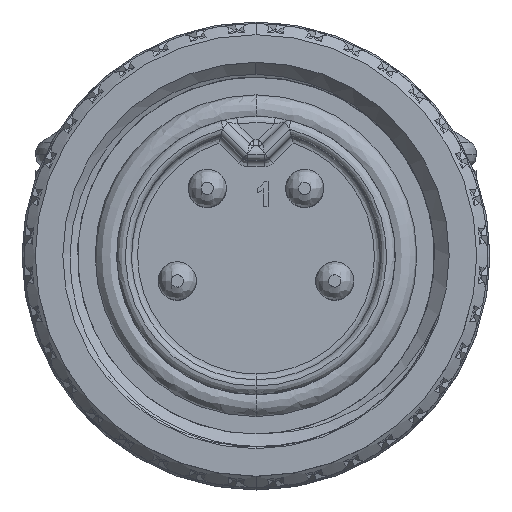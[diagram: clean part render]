
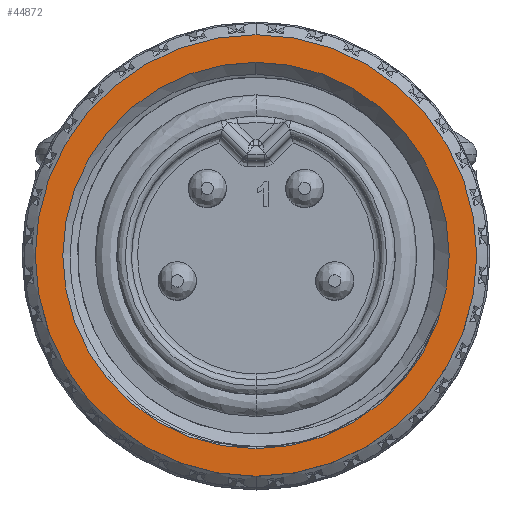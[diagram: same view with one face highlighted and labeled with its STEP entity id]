
A CAD part, top view. The second image highlights one B-rep face of the part: STEP entity #44872.
In plain terms, the highlighted planar face has unit normal (0, 0, 1).
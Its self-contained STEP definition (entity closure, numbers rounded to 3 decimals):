
#6393 = EDGE_LOOP ( 'NONE', ( #40283, #62351 ) ) ;
#7030 = CARTESIAN_POINT ( 'NONE',  ( 0., 8.001, 22.047 ) ) ;
#10631 = EDGE_LOOP ( 'NONE', ( #86323, #42450 ) ) ;
#15209 = EDGE_CURVE ( 'NONE', #106220, #47964, #85645, .T. ) ;
#18728 = FACE_BOUND ( 'NONE', #6393, .T. ) ;
#20046 = CARTESIAN_POINT ( 'NONE',  ( 0., -8.001, 22.047 ) ) ;
#20153 = CARTESIAN_POINT ( 'NONE',  ( 0., 0., 22.047 ) ) ;
#23639 = CARTESIAN_POINT ( 'NONE',  ( 0., 0., 22.047 ) ) ;
#28311 = VERTEX_POINT ( 'NONE', #49157 ) ;
#29258 = DIRECTION ( 'NONE',  ( 0., -1., 0. ) ) ;
#32752 = DIRECTION ( 'NONE',  ( 0., -1., 0. ) ) ;
#36306 = CARTESIAN_POINT ( 'NONE',  ( 0., 0., 22.047 ) ) ;
#38543 = AXIS2_PLACEMENT_3D ( 'NONE', #20153, #83324, #29258 ) ;
#39096 = CIRCLE ( 'NONE', #95834, 9.144 ) ;
#40283 = ORIENTED_EDGE ( 'NONE', *, *, #83928, .T. ) ;
#42354 = CIRCLE ( 'NONE', #38543, 9.144 ) ;
#42450 = ORIENTED_EDGE ( 'NONE', *, *, #110718, .F. ) ;
#42803 = FACE_OUTER_BOUND ( 'NONE', #10631, .T. ) ;
#44872 = ADVANCED_FACE ( 'NONE', ( #18728, #42803 ), #46888, .T. ) ;
#45360 = DIRECTION ( 'NONE',  ( 0., -1., 0. ) ) ;
#45547 = CARTESIAN_POINT ( 'NONE',  ( 0., 0., 22.047 ) ) ;
#46888 = PLANE ( 'NONE',  #89005 ) ;
#47267 = DIRECTION ( 'NONE',  ( 0., 0., 1. ) ) ;
#47964 = VERTEX_POINT ( 'NONE', #112054 ) ;
#48262 = AXIS2_PLACEMENT_3D ( 'NONE', #36306, #99384, #45360 ) ;
#49157 = CARTESIAN_POINT ( 'NONE',  ( 0., 9.144, 22.047 ) ) ;
#52505 = CIRCLE ( 'NONE', #48262, 8.001 ) ;
#53604 = AXIS2_PLACEMENT_3D ( 'NONE', #45547, #108614, #54624 ) ;
#54624 = DIRECTION ( 'NONE',  ( 0., -1., 0. ) ) ;
#55570 = VERTEX_POINT ( 'NONE', #111722 ) ;
#62351 = ORIENTED_EDGE ( 'NONE', *, *, #15209, .T. ) ;
#83324 = DIRECTION ( 'NONE',  ( 0., 0., -1. ) ) ;
#83928 = EDGE_CURVE ( 'NONE', #47964, #106220, #52505, .T. ) ;
#85645 = CIRCLE ( 'NONE', #53604, 8.001 ) ;
#86323 = ORIENTED_EDGE ( 'NONE', *, *, #98769, .F. ) ;
#86803 = DIRECTION ( 'NONE',  ( 0., 0., -1. ) ) ;
#89005 = AXIS2_PLACEMENT_3D ( 'NONE', #20046, #47267, #110337 ) ;
#95834 = AXIS2_PLACEMENT_3D ( 'NONE', #23639, #86803, #32752 ) ;
#98769 = EDGE_CURVE ( 'NONE', #55570, #28311, #39096, .T. ) ;
#99384 = DIRECTION ( 'NONE',  ( 0., 0., -1. ) ) ;
#106220 = VERTEX_POINT ( 'NONE', #7030 ) ;
#108614 = DIRECTION ( 'NONE',  ( 0., 0., -1. ) ) ;
#110337 = DIRECTION ( 'NONE',  ( 0., -1., 0. ) ) ;
#110718 = EDGE_CURVE ( 'NONE', #28311, #55570, #42354, .T. ) ;
#111722 = CARTESIAN_POINT ( 'NONE',  ( 0., -9.144, 22.047 ) ) ;
#112054 = CARTESIAN_POINT ( 'NONE',  ( 0., -8.001, 22.047 ) ) ;
